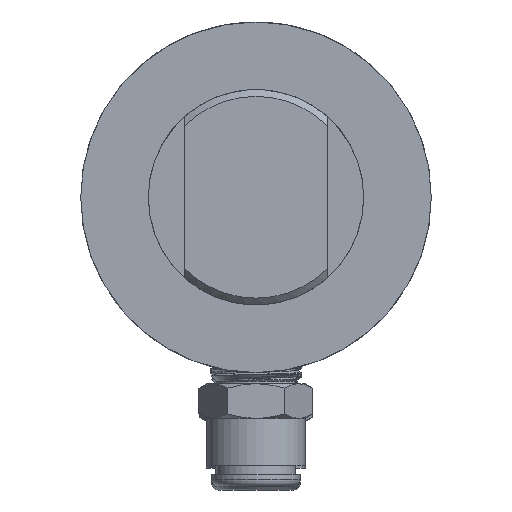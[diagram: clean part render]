
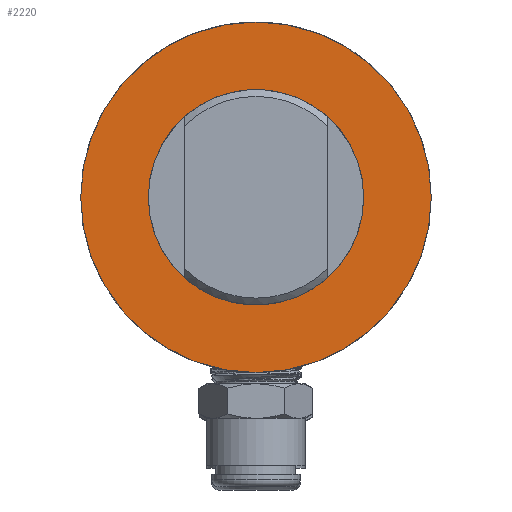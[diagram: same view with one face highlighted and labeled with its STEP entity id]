
A CAD part, left-side view. The second image highlights one B-rep face of the part: STEP entity #2220.
In plain terms, the highlighted face is planar.
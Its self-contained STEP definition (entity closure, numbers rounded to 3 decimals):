
#58=FACE_BOUND('',#656,.T.);
#511=FACE_OUTER_BOUND('',#655,.T.);
#655=EDGE_LOOP('',(#1531));
#656=EDGE_LOOP('',(#1532));
#812=CIRCLE('',#2422,12.033);
#814=CIRCLE('',#2426,19.583);
#915=VERTEX_POINT('',#3303);
#916=VERTEX_POINT('',#3309);
#1151=EDGE_CURVE('',#915,#915,#812,.T.);
#1153=EDGE_CURVE('',#916,#916,#814,.T.);
#1531=ORIENTED_EDGE('',*,*,#1153,.T.);
#1532=ORIENTED_EDGE('',*,*,#1151,.T.);
#2156=PLANE('',#2428);
#2220=ADVANCED_FACE('',(#511,#58),#2156,.T.);
#2422=AXIS2_PLACEMENT_3D('',#3305,#2696,#2697);
#2426=AXIS2_PLACEMENT_3D('',#3310,#2704,#2705);
#2428=AXIS2_PLACEMENT_3D('',#3314,#2709,#2710);
#2696=DIRECTION('center_axis',(-1.,0.,0.));
#2697=DIRECTION('ref_axis',(0.,1.,0.));
#2704=DIRECTION('center_axis',(1.,0.,0.));
#2705=DIRECTION('ref_axis',(0.,1.,0.));
#2709=DIRECTION('center_axis',(1.,0.,0.));
#2710=DIRECTION('ref_axis',(0.,1.,0.));
#3303=CARTESIAN_POINT('',(115.875,-12.033,0.));
#3305=CARTESIAN_POINT('Origin',(115.875,0.,0.));
#3309=CARTESIAN_POINT('',(115.875,-19.583,0.));
#3310=CARTESIAN_POINT('Origin',(115.875,0.,0.));
#3314=CARTESIAN_POINT('Origin',(115.875,0.,0.));
